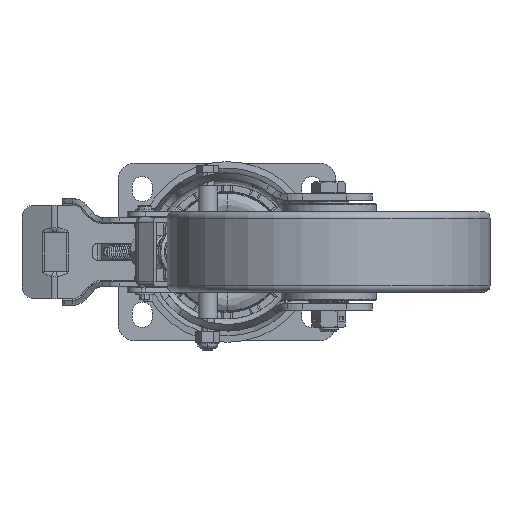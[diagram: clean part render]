
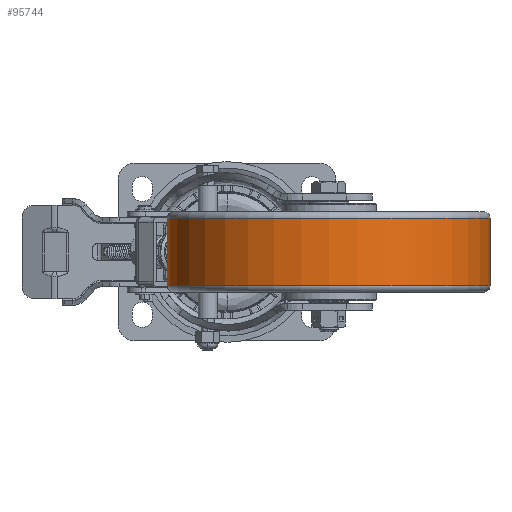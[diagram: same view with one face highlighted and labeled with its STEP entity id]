
A CAD part, front view. The second image highlights one B-rep face of the part: STEP entity #95744.
In plain terms, the highlighted cylindrical face has radius 100 mm (diameter 200 mm), a partial arc.
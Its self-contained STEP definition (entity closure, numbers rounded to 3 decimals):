
#23494 = VERTEX_POINT ( 'NONE', #82419 ) ;
#25161 = VECTOR ( 'NONE', #66896, 1000. ) ;
#25581 = AXIS2_PLACEMENT_3D ( 'NONE', #97449, #96320, #52264 ) ;
#26399 = ORIENTED_EDGE ( 'NONE', *, *, #100041, .T. ) ;
#30078 = ORIENTED_EDGE ( 'NONE', *, *, #47180, .T. ) ;
#30566 = CARTESIAN_POINT ( 'NONE',  ( 63., -145., 41.019 ) ) ;
#33028 = DIRECTION ( 'NONE',  ( 1., 0., 0. ) ) ;
#33968 = VERTEX_POINT ( 'NONE', #100284 ) ;
#36340 = LINE ( 'NONE', #93535, #75318 ) ;
#38626 = CARTESIAN_POINT ( 'NONE',  ( 163., -145., -21. ) ) ;
#43810 = ORIENTED_EDGE ( 'NONE', *, *, #91040, .T. ) ;
#46686 = FACE_OUTER_BOUND ( 'NONE', #61738, .T. ) ;
#47180 = EDGE_CURVE ( 'NONE', #23494, #74605, #98148, .T. ) ;
#47665 = DIRECTION ( 'NONE',  ( 0., 0., 1. ) ) ;
#52264 = DIRECTION ( 'NONE',  ( -1., 0., 0. ) ) ;
#57383 = DIRECTION ( 'NONE',  ( 1., 0., 0. ) ) ;
#58045 = DIRECTION ( 'NONE',  ( 0., 0., 1. ) ) ;
#61738 = EDGE_LOOP ( 'NONE', ( #88515, #43810, #26399, #30078 ) ) ;
#66230 = CYLINDRICAL_SURFACE ( 'NONE', #108115, 100. ) ;
#66896 = DIRECTION ( 'NONE',  ( 0., 0., 1. ) ) ;
#67684 = DIRECTION ( 'NONE',  ( 0., 0., 1. ) ) ;
#74605 = VERTEX_POINT ( 'NONE', #98924 ) ;
#75318 = VECTOR ( 'NONE', #58045, 1000. ) ;
#75913 = CARTESIAN_POINT ( 'NONE',  ( 63., -145., -21. ) ) ;
#76070 = EDGE_CURVE ( 'NONE', #33968, #74605, #82188, .T. ) ;
#82188 = LINE ( 'NONE', #109342, #25161 ) ;
#82419 = CARTESIAN_POINT ( 'NONE',  ( 163., -145., 21. ) ) ;
#88515 = ORIENTED_EDGE ( 'NONE', *, *, #76070, .F. ) ;
#91040 = EDGE_CURVE ( 'NONE', #33968, #99902, #91825, .T. ) ;
#91316 = AXIS2_PLACEMENT_3D ( 'NONE', #75913, #67684, #33028 ) ;
#91825 = CIRCLE ( 'NONE', #91316, 100. ) ;
#93535 = CARTESIAN_POINT ( 'NONE',  ( 163., -145., 41.019 ) ) ;
#95744 = ADVANCED_FACE ( 'NONE', ( #46686 ), #66230, .T. ) ;
#96320 = DIRECTION ( 'NONE',  ( 0., 0., -1. ) ) ;
#97449 = CARTESIAN_POINT ( 'NONE',  ( 63., -145., 21. ) ) ;
#98148 = CIRCLE ( 'NONE', #25581, 100. ) ;
#98924 = CARTESIAN_POINT ( 'NONE',  ( -37., -145., 21. ) ) ;
#99902 = VERTEX_POINT ( 'NONE', #38626 ) ;
#100041 = EDGE_CURVE ( 'NONE', #99902, #23494, #36340, .T. ) ;
#100284 = CARTESIAN_POINT ( 'NONE',  ( -37., -145., -21. ) ) ;
#108115 = AXIS2_PLACEMENT_3D ( 'NONE', #30566, #47665, #57383 ) ;
#109342 = CARTESIAN_POINT ( 'NONE',  ( -37., -145., 41.019 ) ) ;
